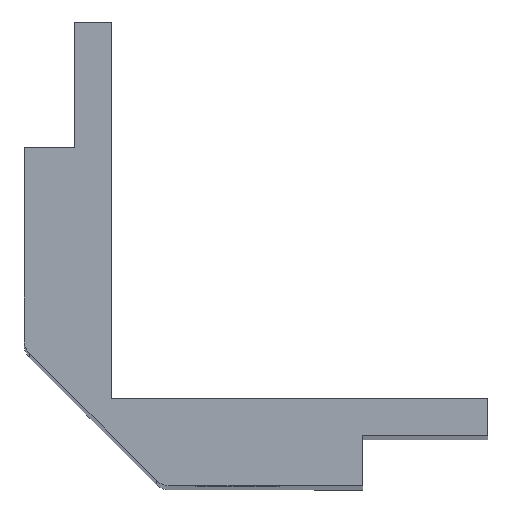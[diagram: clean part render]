
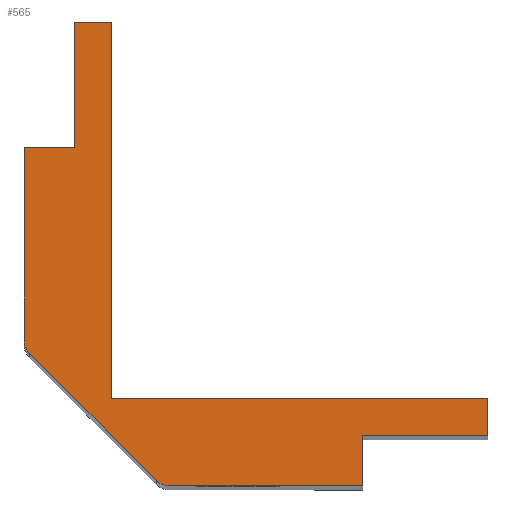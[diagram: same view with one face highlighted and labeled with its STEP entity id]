
A CAD part, top view. The second image highlights one B-rep face of the part: STEP entity #565.
In plain terms, the highlighted planar face has unit normal (0, 0, 1).
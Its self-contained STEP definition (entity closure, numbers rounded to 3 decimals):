
#10 = CIRCLE ( 'NONE', #2321, 1.5 ) ;
#61 = VERTEX_POINT ( 'NONE', #1024 ) ;
#82 = EDGE_CURVE ( 'NONE', #308, #291, #670, .T. ) ;
#132 = DIRECTION ( 'NONE',  ( 0., 1., 0. ) ) ;
#149 = LINE ( 'NONE', #2534, #384 ) ;
#160 = ORIENTED_EDGE ( 'NONE', *, *, #265, .T. ) ;
#188 = CARTESIAN_POINT ( 'NONE',  ( -3., 30., 280. ) ) ;
#191 = VERTEX_POINT ( 'NONE', #916 ) ;
#194 = CARTESIAN_POINT ( 'NONE',  ( 0., 30., 280. ) ) ;
#217 = ORIENTED_EDGE ( 'NONE', *, *, #2020, .F. ) ;
#236 = CARTESIAN_POINT ( 'NONE',  ( -195.898, 20., 280. ) ) ;
#265 = EDGE_CURVE ( 'NONE', #1770, #982, #2132, .T. ) ;
#291 = VERTEX_POINT ( 'NONE', #1004 ) ;
#298 = LINE ( 'NONE', #2524, #2438 ) ;
#308 = VERTEX_POINT ( 'NONE', #783 ) ;
#381 = VECTOR ( 'NONE', #132, 1000. ) ;
#384 = VECTOR ( 'NONE', #1683, 1000. ) ;
#417 = CARTESIAN_POINT ( 'NONE',  ( 20., -7., 280. ) ) ;
#435 = VERTEX_POINT ( 'NONE', #1231 ) ;
#444 = EDGE_CURVE ( 'NONE', #2473, #435, #2041, .T. ) ;
#447 = CARTESIAN_POINT ( 'NONE',  ( 0., 0., 280. ) ) ;
#451 = EDGE_CURVE ( 'NONE', #2352, #435, #2353, .T. ) ;
#470 = LINE ( 'NONE', #2092, #1657 ) ;
#524 = CARTESIAN_POINT ( 'NONE',  ( 4., -7., 280. ) ) ;
#565 = ADVANCED_FACE ( 'NONE', ( #2396 ), #773, .T. ) ;
#585 = DIRECTION ( 'NONE',  ( 1., 0., 0. ) ) ;
#670 = LINE ( 'NONE', #2296, #2251 ) ;
#736 = ORIENTED_EDGE ( 'NONE', *, *, #1538, .T. ) ;
#737 = CARTESIAN_POINT ( 'NONE',  ( -3., 20., 280. ) ) ;
#773 = PLANE ( 'NONE',  #966 ) ;
#783 = CARTESIAN_POINT ( 'NONE',  ( 30., 0., 280. ) ) ;
#840 = LINE ( 'NONE', #2298, #1916 ) ;
#916 = CARTESIAN_POINT ( 'NONE',  ( 3.561, -6.561, 280. ) ) ;
#930 = VECTOR ( 'NONE', #1713, 1000. ) ;
#966 = AXIS2_PLACEMENT_3D ( 'NONE', #447, #2248, #1818 ) ;
#982 = VERTEX_POINT ( 'NONE', #417 ) ;
#1004 = CARTESIAN_POINT ( 'NONE',  ( 0., 0., 280. ) ) ;
#1016 = ORIENTED_EDGE ( 'NONE', *, *, #451, .T. ) ;
#1024 = CARTESIAN_POINT ( 'NONE',  ( 20., -3., 280. ) ) ;
#1029 = ORIENTED_EDGE ( 'NONE', *, *, #1300, .T. ) ;
#1043 = ORIENTED_EDGE ( 'NONE', *, *, #1424, .F. ) ;
#1057 = VERTEX_POINT ( 'NONE', #1506 ) ;
#1101 = DIRECTION ( 'NONE',  ( 0.707, -0.707, 0. ) ) ;
#1143 = CARTESIAN_POINT ( 'NONE',  ( -6.561, 3.561, 280. ) ) ;
#1166 = CARTESIAN_POINT ( 'NONE',  ( -3., 30., 280. ) ) ;
#1167 = EDGE_LOOP ( 'NONE', ( #1029, #2580, #1738, #1680, #160, #2332, #736, #1043, #1880, #2370, #217, #1016, #2127 ) ) ;
#1189 = LINE ( 'NONE', #1551, #1659 ) ;
#1217 = CIRCLE ( 'NONE', #1413, 1.5 ) ;
#1231 = CARTESIAN_POINT ( 'NONE',  ( -3., 20., 280. ) ) ;
#1254 = VECTOR ( 'NONE', #1513, 1000. ) ;
#1275 = DIRECTION ( 'NONE',  ( -1., 0., 0. ) ) ;
#1277 = CARTESIAN_POINT ( 'NONE',  ( 4.621, -7., 280. ) ) ;
#1286 = VERTEX_POINT ( 'NONE', #194 ) ;
#1300 = EDGE_CURVE ( 'NONE', #2473, #1057, #298, .T. ) ;
#1343 = EDGE_CURVE ( 'NONE', #291, #1286, #2122, .T. ) ;
#1413 = AXIS2_PLACEMENT_3D ( 'NONE', #1598, #1752, #2468 ) ;
#1424 = EDGE_CURVE ( 'NONE', #308, #2011, #1189, .T. ) ;
#1506 = CARTESIAN_POINT ( 'NONE',  ( -7., 4.621, 280. ) ) ;
#1513 = DIRECTION ( 'NONE',  ( 0., -1., 0. ) ) ;
#1528 = EDGE_CURVE ( 'NONE', #2290, #191, #840, .T. ) ;
#1538 = EDGE_CURVE ( 'NONE', #61, #2011, #470, .T. ) ;
#1551 = CARTESIAN_POINT ( 'NONE',  ( 30., 0., 280. ) ) ;
#1598 = CARTESIAN_POINT ( 'NONE',  ( 4.621, -5.5, 280. ) ) ;
#1657 = VECTOR ( 'NONE', #1996, 1000. ) ;
#1659 = VECTOR ( 'NONE', #1788, 1000. ) ;
#1680 = ORIENTED_EDGE ( 'NONE', *, *, #2044, .T. ) ;
#1683 = DIRECTION ( 'NONE',  ( 0., 1., 0. ) ) ;
#1713 = DIRECTION ( 'NONE',  ( 1., 0., 0. ) ) ;
#1738 = ORIENTED_EDGE ( 'NONE', *, *, #1528, .T. ) ;
#1752 = DIRECTION ( 'NONE',  ( 0., 0., 1. ) ) ;
#1770 = VERTEX_POINT ( 'NONE', #1277 ) ;
#1788 = DIRECTION ( 'NONE',  ( 0., -1., 0. ) ) ;
#1790 = LINE ( 'NONE', #1166, #1970 ) ;
#1813 = CARTESIAN_POINT ( 'NONE',  ( -7., 20., 280. ) ) ;
#1818 = DIRECTION ( 'NONE',  ( 1., 0., 0. ) ) ;
#1826 = DIRECTION ( 'NONE',  ( 1., 0., 0. ) ) ;
#1865 = DIRECTION ( 'NONE',  ( 0., 0., 1. ) ) ;
#1880 = ORIENTED_EDGE ( 'NONE', *, *, #82, .T. ) ;
#1897 = DIRECTION ( 'NONE',  ( 1., 0., 0. ) ) ;
#1911 = CARTESIAN_POINT ( 'NONE',  ( 0., 0., 280. ) ) ;
#1916 = VECTOR ( 'NONE', #1101, 1000. ) ;
#1959 = EDGE_CURVE ( 'NONE', #982, #61, #149, .T. ) ;
#1970 = VECTOR ( 'NONE', #585, 1000. ) ;
#1996 = DIRECTION ( 'NONE',  ( 1., 0., 0. ) ) ;
#2011 = VERTEX_POINT ( 'NONE', #2503 ) ;
#2020 = EDGE_CURVE ( 'NONE', #2352, #1286, #1790, .T. ) ;
#2035 = CARTESIAN_POINT ( 'NONE',  ( -5.5, 4.621, 280. ) ) ;
#2041 = LINE ( 'NONE', #236, #930 ) ;
#2044 = EDGE_CURVE ( 'NONE', #191, #1770, #1217, .T. ) ;
#2092 = CARTESIAN_POINT ( 'NONE',  ( 7., -3., 280. ) ) ;
#2115 = EDGE_CURVE ( 'NONE', #1057, #2290, #10, .T. ) ;
#2122 = LINE ( 'NONE', #1911, #381 ) ;
#2127 = ORIENTED_EDGE ( 'NONE', *, *, #444, .F. ) ;
#2132 = LINE ( 'NONE', #524, #2269 ) ;
#2248 = DIRECTION ( 'NONE',  ( 0., 0., 1. ) ) ;
#2251 = VECTOR ( 'NONE', #1275, 1000. ) ;
#2269 = VECTOR ( 'NONE', #1897, 1000. ) ;
#2290 = VERTEX_POINT ( 'NONE', #1143 ) ;
#2296 = CARTESIAN_POINT ( 'NONE',  ( 20., 0., 280. ) ) ;
#2298 = CARTESIAN_POINT ( 'NONE',  ( -7., 4., 280. ) ) ;
#2321 = AXIS2_PLACEMENT_3D ( 'NONE', #2035, #1865, #1826 ) ;
#2332 = ORIENTED_EDGE ( 'NONE', *, *, #1959, .T. ) ;
#2352 = VERTEX_POINT ( 'NONE', #188 ) ;
#2353 = LINE ( 'NONE', #737, #1254 ) ;
#2370 = ORIENTED_EDGE ( 'NONE', *, *, #1343, .T. ) ;
#2396 = FACE_OUTER_BOUND ( 'NONE', #1167, .T. ) ;
#2438 = VECTOR ( 'NONE', #2478, 1000. ) ;
#2468 = DIRECTION ( 'NONE',  ( 1., 0., 0. ) ) ;
#2473 = VERTEX_POINT ( 'NONE', #1813 ) ;
#2478 = DIRECTION ( 'NONE',  ( 0., -1., 0. ) ) ;
#2503 = CARTESIAN_POINT ( 'NONE',  ( 30., -3., 280. ) ) ;
#2524 = CARTESIAN_POINT ( 'NONE',  ( -7., 7., 280. ) ) ;
#2534 = CARTESIAN_POINT ( 'NONE',  ( 20., -195.898, 280. ) ) ;
#2580 = ORIENTED_EDGE ( 'NONE', *, *, #2115, .T. ) ;
